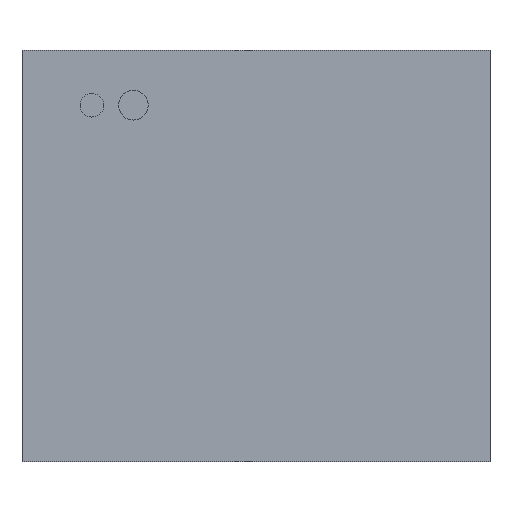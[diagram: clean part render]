
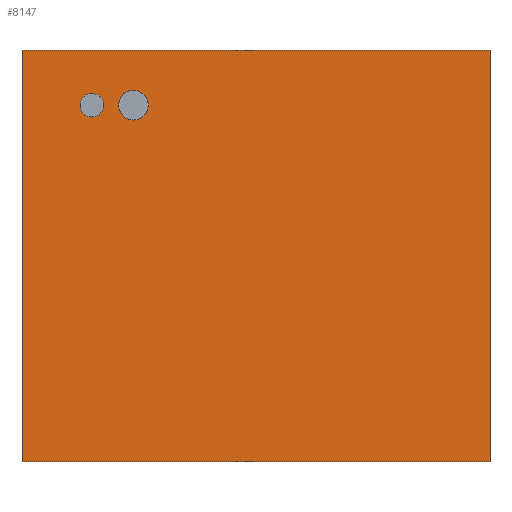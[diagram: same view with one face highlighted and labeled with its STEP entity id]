
A CAD part, front view. The second image highlights one B-rep face of the part: STEP entity #8147.
In plain terms, the highlighted planar face has unit normal (0, -1, 0).
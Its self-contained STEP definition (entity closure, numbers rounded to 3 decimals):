
#104=FACE_BOUND('',#1063,.T.);
#105=FACE_BOUND('',#1064,.T.);
#127=PLANE('',#8706);
#573=FACE_OUTER_BOUND('',#1062,.T.);
#1062=EDGE_LOOP('',(#5803,#5804,#5805,#5806));
#1063=EDGE_LOOP('',(#5807));
#1064=EDGE_LOOP('',(#5808));
#1566=LINE('',#11553,#2648);
#1568=LINE('',#11557,#2650);
#1570=LINE('',#11561,#2652);
#1572=LINE('',#11564,#2654);
#2648=VECTOR('',#9315,10.);
#2650=VECTOR('',#9319,10.);
#2652=VECTOR('',#9323,10.);
#2654=VECTOR('',#9327,10.);
#3712=CIRCLE('',#8690,20.);
#3714=CIRCLE('',#8694,25.);
#3800=VERTEX_POINT('',#11504);
#3802=VERTEX_POINT('',#11511);
#3815=VERTEX_POINT('',#11550);
#3816=VERTEX_POINT('',#11552);
#3817=VERTEX_POINT('',#11556);
#3818=VERTEX_POINT('',#11560);
#4581=EDGE_CURVE('',#3800,#3800,#3712,.T.);
#4584=EDGE_CURVE('',#3802,#3802,#3714,.T.);
#4602=EDGE_CURVE('',#3816,#3815,#1566,.T.);
#4604=EDGE_CURVE('',#3817,#3816,#1568,.T.);
#4606=EDGE_CURVE('',#3818,#3817,#1570,.T.);
#4608=EDGE_CURVE('',#3815,#3818,#1572,.T.);
#5803=ORIENTED_EDGE('',*,*,#4608,.T.);
#5804=ORIENTED_EDGE('',*,*,#4606,.T.);
#5805=ORIENTED_EDGE('',*,*,#4604,.T.);
#5806=ORIENTED_EDGE('',*,*,#4602,.T.);
#5807=ORIENTED_EDGE('',*,*,#4581,.T.);
#5808=ORIENTED_EDGE('',*,*,#4584,.T.);
#8147=ADVANCED_FACE('',(#573,#104,#105),#127,.T.);
#8690=AXIS2_PLACEMENT_3D('',#11506,#9271,#9272);
#8694=AXIS2_PLACEMENT_3D('',#11513,#9280,#9281);
#8706=AXIS2_PLACEMENT_3D('',#11565,#9328,#9329);
#9271=DIRECTION('center_axis',(0.,1.,0.));
#9272=DIRECTION('ref_axis',(1.,0.,0.));
#9280=DIRECTION('center_axis',(0.,1.,0.));
#9281=DIRECTION('ref_axis',(1.,0.,0.));
#9315=DIRECTION('',(0.,0.,-1.));
#9319=DIRECTION('',(-1.,0.,0.));
#9323=DIRECTION('',(0.,0.,1.));
#9327=DIRECTION('',(1.,0.,0.));
#9328=DIRECTION('center_axis',(0.,-1.,0.));
#9329=DIRECTION('ref_axis',(0.,0.,-1.));
#11504=CARTESIAN_POINT('',(-297.,-370.,254.5));
#11506=CARTESIAN_POINT('Origin',(-277.,-370.,254.5));
#11511=CARTESIAN_POINT('',(-232.,-370.,254.5));
#11513=CARTESIAN_POINT('Origin',(-207.,-370.,254.5));
#11550=CARTESIAN_POINT('',(-395.,-370.,-347.5));
#11552=CARTESIAN_POINT('',(-395.,-370.,347.5));
#11553=CARTESIAN_POINT('',(-395.,-370.,-347.5));
#11556=CARTESIAN_POINT('',(395.,-370.,347.5));
#11557=CARTESIAN_POINT('',(-395.,-370.,347.5));
#11560=CARTESIAN_POINT('',(395.,-370.,-347.5));
#11561=CARTESIAN_POINT('',(395.,-370.,347.5));
#11564=CARTESIAN_POINT('',(395.,-370.,-347.5));
#11565=CARTESIAN_POINT('Origin',(0.,-370.,0.));
